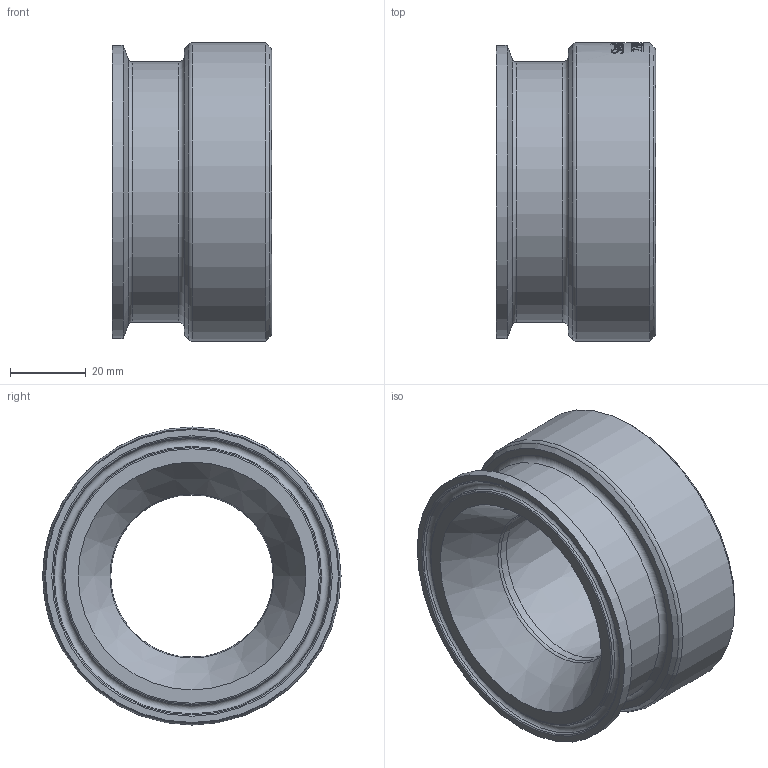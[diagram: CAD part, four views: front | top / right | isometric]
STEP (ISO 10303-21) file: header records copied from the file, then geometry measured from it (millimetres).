
FILE_DESCRIPTION(/* description */ (''),/* implementation_level */ '2;1');
FILE_NAME(/* name */ '22MP-2.5X1.5.ipt.stp',/* time_stamp */ '2019-08-23T16:29:37-04:00',/* author */ ('Engineering'),/* organization */ (''),/* preprocessor_version */ 'ST-DEVELOPER v15.2',/* originating_system */ 'Autodesk Inventor 2014',/* authorisation */ '');
FILE_SCHEMA (('AUTOMOTIVE_DESIGN { 1 0 10303 214 3 1 1 }'));
Length unit declared in the file: inch
Products named in the file (1): 22MP-2.5X1.5
Bounding box: 42.06 x 78.74 x 78.74 mm (x, y, z)
Volume: 113794.3 mm3; surface area: 23018.9 mm2
Topology: 1 solids, 1 shells, 415 faces, 1115 edges, 738 vertices
Faces by surface type: bspline 187, plane 171, cylinder 41, cone 8, torus 8
Full cylindrical faces by diameter (mm): 42.9 x1, 68.783 x1, 77.394 x1, 78.74 x1
Entity records: 16189 total; most frequent: CARTESIAN_POINT 6957, ORIENTED_EDGE 2172, DIRECTION 1384, EDGE_CURVE 1086, VERTEX_POINT 732, LINE 494, VECTOR 494, EDGE_LOOP 472
